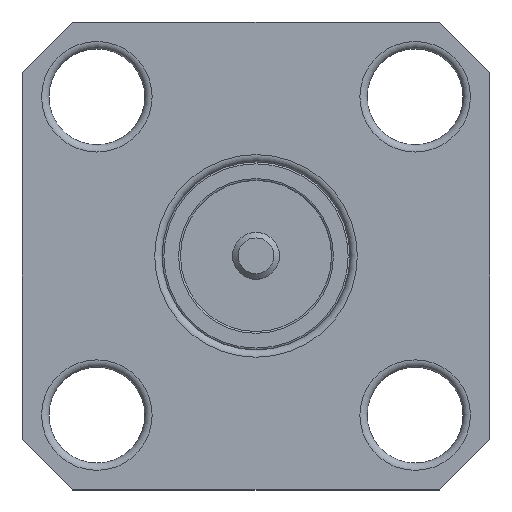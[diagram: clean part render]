
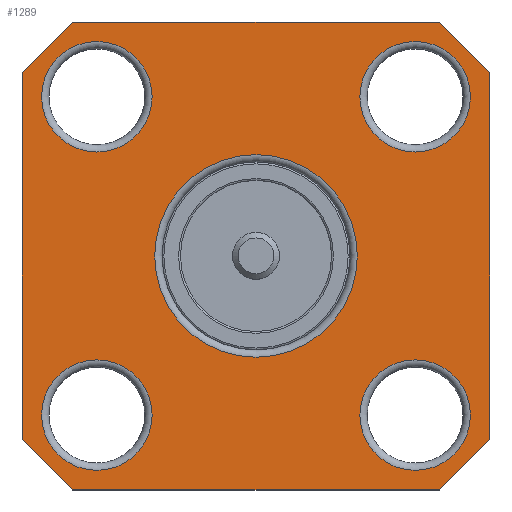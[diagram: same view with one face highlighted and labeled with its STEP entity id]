
A CAD part, top view. The second image highlights one B-rep face of the part: STEP entity #1289.
In plain terms, the highlighted planar face has unit normal (0, 0, 1).
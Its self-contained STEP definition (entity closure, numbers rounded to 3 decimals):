
#46=LINE('',#1820,#78);
#48=LINE('',#1824,#80);
#50=LINE('',#1828,#82);
#52=LINE('',#1832,#84);
#54=LINE('',#1836,#86);
#56=LINE('',#1840,#88);
#58=LINE('',#1844,#90);
#60=LINE('',#1848,#92);
#78=VECTOR('',#1530,1000.);
#80=VECTOR('',#1534,1000.);
#82=VECTOR('',#1538,1000.);
#84=VECTOR('',#1542,1000.);
#86=VECTOR('',#1546,1000.);
#88=VECTOR('',#1550,1000.);
#90=VECTOR('',#1554,1000.);
#92=VECTOR('',#1558,1000.);
#124=PLANE('',#1380);
#242=ORIENTED_EDGE('',*,*,#414,.T.);
#243=ORIENTED_EDGE('',*,*,#413,.T.);
#244=ORIENTED_EDGE('',*,*,#412,.T.);
#245=ORIENTED_EDGE('',*,*,#411,.T.);
#246=ORIENTED_EDGE('',*,*,#410,.T.);
#247=ORIENTED_EDGE('',*,*,#409,.F.);
#248=ORIENTED_EDGE('',*,*,#407,.F.);
#249=ORIENTED_EDGE('',*,*,#405,.F.);
#250=ORIENTED_EDGE('',*,*,#403,.F.);
#251=ORIENTED_EDGE('',*,*,#401,.F.);
#252=ORIENTED_EDGE('',*,*,#399,.F.);
#253=ORIENTED_EDGE('',*,*,#397,.F.);
#254=ORIENTED_EDGE('',*,*,#395,.F.);
#395=EDGE_CURVE('',#496,#497,#46,.T.);
#397=EDGE_CURVE('',#497,#498,#48,.T.);
#399=EDGE_CURVE('',#498,#499,#50,.T.);
#401=EDGE_CURVE('',#499,#500,#52,.T.);
#403=EDGE_CURVE('',#500,#501,#54,.T.);
#405=EDGE_CURVE('',#501,#502,#56,.T.);
#407=EDGE_CURVE('',#502,#503,#58,.T.);
#409=EDGE_CURVE('',#503,#496,#60,.T.);
#410=EDGE_CURVE('',#504,#504,#568,.T.);
#411=EDGE_CURVE('',#505,#505,#569,.T.);
#412=EDGE_CURVE('',#506,#506,#570,.T.);
#413=EDGE_CURVE('',#507,#507,#571,.T.);
#414=EDGE_CURVE('',#508,#508,#572,.T.);
#496=VERTEX_POINT('',#1819);
#497=VERTEX_POINT('',#1821);
#498=VERTEX_POINT('',#1825);
#499=VERTEX_POINT('',#1829);
#500=VERTEX_POINT('',#1833);
#501=VERTEX_POINT('',#1837);
#502=VERTEX_POINT('',#1841);
#503=VERTEX_POINT('',#1845);
#504=VERTEX_POINT('',#1851);
#505=VERTEX_POINT('',#1854);
#506=VERTEX_POINT('',#1857);
#507=VERTEX_POINT('',#1860);
#508=VERTEX_POINT('',#1863);
#568=CIRCLE('',#1373,1.5);
#569=CIRCLE('',#1375,1.5);
#570=CIRCLE('',#1377,1.5);
#571=CIRCLE('',#1379,1.5);
#572=CIRCLE('',#1381,2.75);
#650=EDGE_LOOP('',(#242));
#651=EDGE_LOOP('',(#243));
#652=EDGE_LOOP('',(#244));
#653=EDGE_LOOP('',(#245));
#654=EDGE_LOOP('',(#246));
#655=EDGE_LOOP('',(#247,#248,#249,#250,#251,#252,#253,#254));
#760=FACE_BOUND('',#650,.T.);
#761=FACE_BOUND('',#651,.T.);
#762=FACE_BOUND('',#652,.T.);
#763=FACE_BOUND('',#653,.T.);
#764=FACE_BOUND('',#654,.T.);
#765=FACE_BOUND('',#655,.T.);
#1289=ADVANCED_FACE('',(#760,#761,#762,#763,#764,#765),#124,.F.);
#1373=AXIS2_PLACEMENT_3D('',#1850,#1561,#1562);
#1375=AXIS2_PLACEMENT_3D('',#1853,#1565,#1566);
#1377=AXIS2_PLACEMENT_3D('',#1856,#1569,#1570);
#1379=AXIS2_PLACEMENT_3D('',#1859,#1573,#1574);
#1380=AXIS2_PLACEMENT_3D('',#1861,#1575,#1576);
#1381=AXIS2_PLACEMENT_3D('',#1862,#1577,#1578);
#1530=DIRECTION('',(-0.707,0.707,0.));
#1534=DIRECTION('',(0.,1.,0.));
#1538=DIRECTION('',(0.707,0.707,0.));
#1542=DIRECTION('',(1.,0.,0.));
#1546=DIRECTION('',(0.707,-0.707,0.));
#1550=DIRECTION('',(0.,-1.,0.));
#1554=DIRECTION('',(-0.707,-0.707,0.));
#1558=DIRECTION('',(-1.,0.,0.));
#1561=DIRECTION('',(0.,0.,-1.));
#1562=DIRECTION('',(-1.,0.,0.));
#1565=DIRECTION('',(0.,0.,-1.));
#1566=DIRECTION('',(-1.,0.,0.));
#1569=DIRECTION('',(0.,0.,-1.));
#1570=DIRECTION('',(-1.,0.,0.));
#1573=DIRECTION('',(0.,0.,-1.));
#1574=DIRECTION('',(-1.,0.,0.));
#1575=DIRECTION('',(0.,0.,-1.));
#1576=DIRECTION('',(-1.,0.,0.));
#1577=DIRECTION('',(0.,0.,-1.));
#1578=DIRECTION('',(-1.,0.,0.));
#1819=CARTESIAN_POINT('',(-4.98,-6.35,1.6));
#1820=CARTESIAN_POINT('',(-6.35,-4.98,1.6));
#1821=CARTESIAN_POINT('',(-6.35,-4.98,1.6));
#1824=CARTESIAN_POINT('',(-6.35,4.98,1.6));
#1825=CARTESIAN_POINT('',(-6.35,4.98,1.6));
#1828=CARTESIAN_POINT('',(-4.98,6.35,1.6));
#1829=CARTESIAN_POINT('',(-4.98,6.35,1.6));
#1832=CARTESIAN_POINT('',(4.98,6.35,1.6));
#1833=CARTESIAN_POINT('',(4.98,6.35,1.6));
#1836=CARTESIAN_POINT('',(4.98,6.35,1.6));
#1837=CARTESIAN_POINT('',(6.35,4.98,1.6));
#1840=CARTESIAN_POINT('',(6.35,-4.98,1.6));
#1841=CARTESIAN_POINT('',(6.35,-4.98,1.6));
#1844=CARTESIAN_POINT('',(6.35,-4.98,1.6));
#1845=CARTESIAN_POINT('',(4.98,-6.35,1.6));
#1848=CARTESIAN_POINT('',(-4.98,-6.35,1.6));
#1850=CARTESIAN_POINT('',(-4.32,4.32,1.6));
#1851=CARTESIAN_POINT('',(-5.82,4.32,1.6));
#1853=CARTESIAN_POINT('',(4.32,4.32,1.6));
#1854=CARTESIAN_POINT('',(2.82,4.32,1.6));
#1856=CARTESIAN_POINT('',(-4.32,-4.32,1.6));
#1857=CARTESIAN_POINT('',(-5.82,-4.32,1.6));
#1859=CARTESIAN_POINT('',(4.32,-4.32,1.6));
#1860=CARTESIAN_POINT('',(2.82,-4.32,1.6));
#1861=CARTESIAN_POINT('',(0.,0.,1.6));
#1862=CARTESIAN_POINT('',(0.,0.,1.6));
#1863=CARTESIAN_POINT('',(-2.75,0.,1.6));
